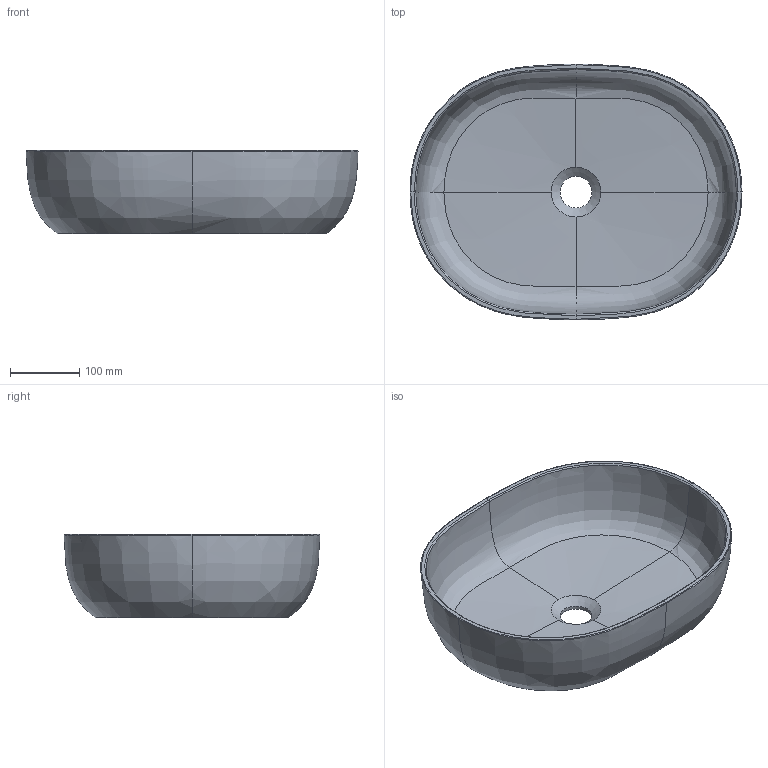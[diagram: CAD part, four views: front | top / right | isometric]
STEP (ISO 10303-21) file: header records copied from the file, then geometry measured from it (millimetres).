
FILE_DESCRIPTION(/* description */ (''),/* implementation_level */ '2;1');
FILE_NAME(/* name */ '21-045_LAVELLO OVALE 480X370_01_M08329.stp',/* time_stamp */ '2021-11-08T12:44:49+01:00',/* author */ (''),/* organization */ (''),/* preprocessor_version */ 'ST-DEVELOPER v16.7',/* originating_system */ 'SIEMENS PLM Software NX 1919',/* authorisation */ '');
FILE_SCHEMA (('AUTOMOTIVE_DESIGN { 1 0 10303 214 3 1 1 1 }'));
Length unit declared in the file: millimetre
Products named in the file (1): carl77881382j8wj
Bounding box: 479.93 x 369.93 x 120 mm (x, y, z)
Volume: 2596496.5 mm3; surface area: 517732.7 mm2
Topology: 1 solids, 1 shells, 68 faces, 164 edges, 96 vertices
Faces by surface type: bspline 48, plane 8, cone 5, sphere 4, cylinder 3
Full cylindrical faces by diameter (mm): 10 x2, 46 x1
Entity records: 11036 total; most frequent: CARTESIAN_POINT 9892, ORIENTED_EDGE 294, EDGE_CURVE 147, DIRECTION 114, B_SPLINE_CURVE_WITH_KNOTS 109, VERTEX_POINT 87, EDGE_LOOP 76, ADVANCED_FACE 68
